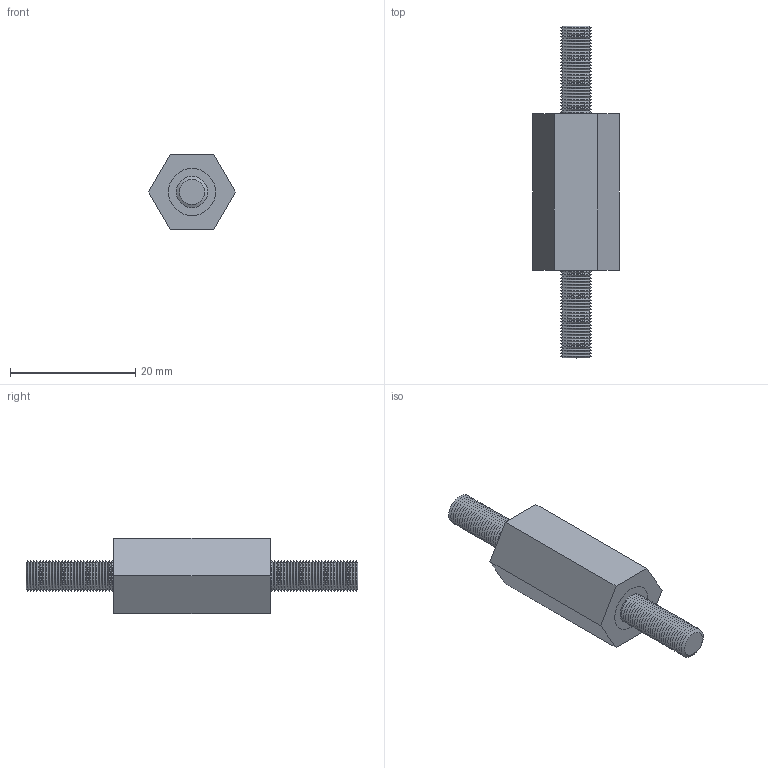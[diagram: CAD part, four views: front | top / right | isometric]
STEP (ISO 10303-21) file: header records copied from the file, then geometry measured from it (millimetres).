
FILE_DESCRIPTION(/* description */ (''),/* implementation_level */ '2;1');
FILE_NAME(/* name */ '3M525M.step',/* time_stamp */ '2023-01-09T16:42:47Z',/* author */ (''),/* organization */ (''),/* preprocessor_version */ 'ST-DEVELOPER v19.2',/* originating_system */ 'Autodesk Translation Framework v11.17.0.187',/* authorisation */ '');
FILE_SCHEMA (('AUTOMOTIVE_DESIGN { 1 0 10303 214 3 1 1 }'));
Length unit declared in the file: millimetre
Products named in the file (3): 3M525M; 3M Moulding_3M525M; Terminal Stud_M5-14s
Assembly tree (3 placements, depth 2):
  3M525M
    3M Moulding_3M525M
    Terminal Stud_M5-14s  x2
Bounding box: 13.86 x 53 x 12 mm (x, y, z)
Volume: 3566.7 mm3; surface area: 3156.2 mm2
Topology: 3 solids, 3 shells, 140 faces, 376 edges, 250 vertices
Faces by surface type: cone 110, plane 20, cylinder 10
Full cylindrical faces by diameter (mm): 5 x2, 7.5 x4, 11 x4
Entity records: 2569 total; most frequent: DIRECTION 494, CARTESIAN_POINT 422, ORIENTED_EDGE 406, AXIS2_PLACEMENT_3D 207, EDGE_CURVE 203, VERTEX_POINT 135, CIRCLE 123, EDGE_LOOP 84
